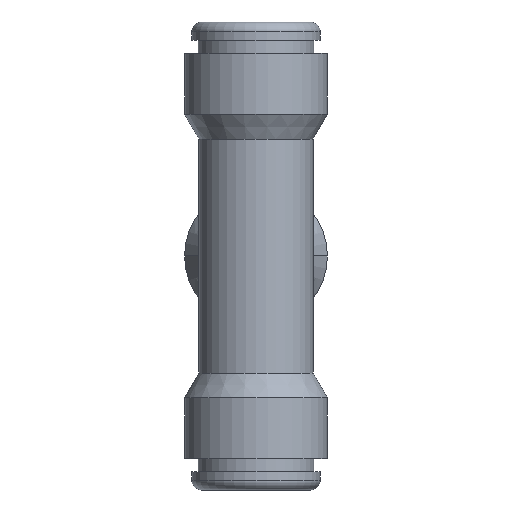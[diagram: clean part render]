
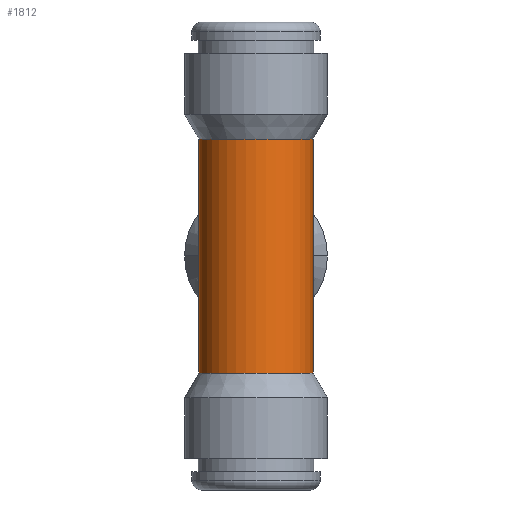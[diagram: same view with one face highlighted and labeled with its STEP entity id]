
A CAD part, front view. The second image highlights one B-rep face of the part: STEP entity #1812.
In plain terms, the highlighted cylindrical face has radius 4.4 mm (diameter 8.8 mm), a partial arc.
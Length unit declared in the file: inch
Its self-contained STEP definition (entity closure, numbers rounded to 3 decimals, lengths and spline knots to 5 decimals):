
#20 = ORIENTED_EDGE ( 'NONE', *, *, #1280, .T. ) ;
#22 = CARTESIAN_POINT ( 'NONE',  ( 0.17323, 0., 0. ) ) ;
#51 = VECTOR ( 'NONE', #1346, 39.37008 ) ;
#120 = CARTESIAN_POINT ( 'NONE',  ( 0.17323, 0., 0. ) ) ;
#147 = AXIS2_PLACEMENT_3D ( 'NONE', #864, #583, #444 ) ;
#178 = VECTOR ( 'NONE', #446, 39.37008 ) ;
#189 = CARTESIAN_POINT ( 'NONE',  ( -0.17323, 0., 0. ) ) ;
#256 = CARTESIAN_POINT ( 'NONE',  ( 0.17323, 0., 0. ) ) ;
#322 = VECTOR ( 'NONE', #513, 39.37008 ) ;
#368 = DIRECTION ( 'NONE',  ( 0., 0., -1. ) ) ;
#373 = CARTESIAN_POINT ( 'NONE',  ( 0., 0., -0.355 ) ) ;
#407 = LINE ( 'NONE', #1768, #51 ) ;
#444 = DIRECTION ( 'NONE',  ( 1., 0., 0. ) ) ;
#446 = DIRECTION ( 'NONE',  ( 0., 0., 1. ) ) ;
#471 = LINE ( 'NONE', #1479, #1277 ) ;
#479 = ORIENTED_EDGE ( 'NONE', *, *, #1461, .F. ) ;
#482 = DIRECTION ( 'NONE',  ( 0., 0., 1. ) ) ;
#493 = ORIENTED_EDGE ( 'NONE', *, *, #808, .T. ) ;
#502 = DIRECTION ( 'NONE',  ( 0., 0., 1. ) ) ;
#510 = CYLINDRICAL_SURFACE ( 'NONE', #147, 0.17323 ) ;
#511 = CARTESIAN_POINT ( 'NONE',  ( 0.17323, 0., 0.355 ) ) ;
#513 = DIRECTION ( 'NONE',  ( 0., 0., 1. ) ) ;
#518 = CIRCLE ( 'NONE', #1084, 0.17323 ) ;
#573 = CARTESIAN_POINT ( 'NONE',  ( -0.17323, 0., -0.355 ) ) ;
#583 = DIRECTION ( 'NONE',  ( 0., 0., 1. ) ) ;
#627 = CIRCLE ( 'NONE', #761, 0.17323 ) ;
#643 = ORIENTED_EDGE ( 'NONE', *, *, #1620, .T. ) ;
#649 = DIRECTION ( 'NONE',  ( 1., 0., 0. ) ) ;
#678 = EDGE_LOOP ( 'NONE', ( #946, #1440, #20, #643, #493, #479 ) ) ;
#694 = FACE_OUTER_BOUND ( 'NONE', #678, .T. ) ;
#761 = AXIS2_PLACEMENT_3D ( 'NONE', #373, #502, #1216 ) ;
#767 = EDGE_CURVE ( 'NONE', #1284, #1404, #407, .T. ) ;
#808 = EDGE_CURVE ( 'NONE', #861, #1605, #518, .T. ) ;
#812 = VERTEX_POINT ( 'NONE', #1495 ) ;
#835 = EDGE_CURVE ( 'NONE', #1284, #812, #627, .T. ) ;
#861 = VERTEX_POINT ( 'NONE', #511 ) ;
#864 = CARTESIAN_POINT ( 'NONE',  ( 0., 0., 0. ) ) ;
#877 = LINE ( 'NONE', #256, #322 ) ;
#946 = ORIENTED_EDGE ( 'NONE', *, *, #767, .F. ) ;
#1015 = VERTEX_POINT ( 'NONE', #120 ) ;
#1084 = AXIS2_PLACEMENT_3D ( 'NONE', #1776, #368, #649 ) ;
#1161 = LINE ( 'NONE', #22, #178 ) ;
#1216 = DIRECTION ( 'NONE',  ( 1., 0., 0. ) ) ;
#1277 = VECTOR ( 'NONE', #482, 39.37008 ) ;
#1280 = EDGE_CURVE ( 'NONE', #812, #1015, #1161, .T. ) ;
#1284 = VERTEX_POINT ( 'NONE', #573 ) ;
#1346 = DIRECTION ( 'NONE',  ( 0., 0., 1. ) ) ;
#1395 = CARTESIAN_POINT ( 'NONE',  ( -0.17323, 0., 0.355 ) ) ;
#1404 = VERTEX_POINT ( 'NONE', #189 ) ;
#1440 = ORIENTED_EDGE ( 'NONE', *, *, #835, .T. ) ;
#1461 = EDGE_CURVE ( 'NONE', #1404, #1605, #471, .T. ) ;
#1479 = CARTESIAN_POINT ( 'NONE',  ( -0.17323, 0., 0. ) ) ;
#1495 = CARTESIAN_POINT ( 'NONE',  ( 0.17323, 0., -0.355 ) ) ;
#1605 = VERTEX_POINT ( 'NONE', #1395 ) ;
#1620 = EDGE_CURVE ( 'NONE', #1015, #861, #877, .T. ) ;
#1768 = CARTESIAN_POINT ( 'NONE',  ( -0.17323, 0., 0. ) ) ;
#1776 = CARTESIAN_POINT ( 'NONE',  ( 0., 0., 0.355 ) ) ;
#1812 = ADVANCED_FACE ( 'NONE', ( #694 ), #510, .T. ) ;
